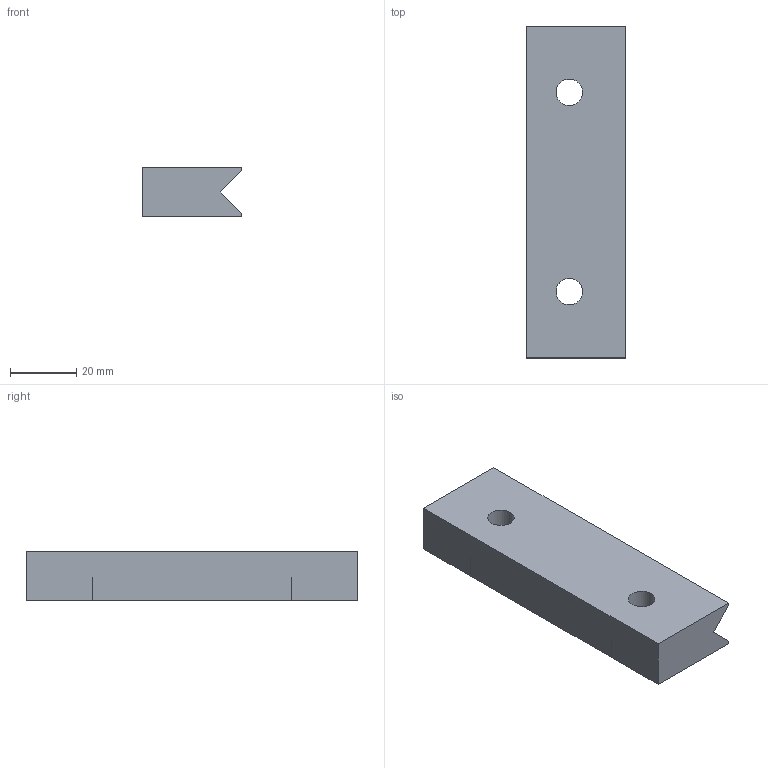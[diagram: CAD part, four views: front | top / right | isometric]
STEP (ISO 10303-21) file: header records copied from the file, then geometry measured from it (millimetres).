
FILE_DESCRIPTION(('FreeCAD Model'),'2;1');
FILE_NAME('sg-xslide-plainbearing.step','2016-06-19T17:46:54',('FreeCAD'),('FreeCAD') ,'Open CASCADE STEP processor 6.9','FreeCAD','Unknown');
FILE_SCHEMA(('AUTOMOTIVE_DESIGN_CC2 { 1 2 10303 214 -1 1 5 4 }'));
Length unit declared in the file: millimetre
Products named in the file (1): Open CASCADE STEP translator 6.9 1
Bounding box: 30 x 100 x 15 mm (x, y, z)
Volume: 36897.2 mm3; surface area: 11500.7 mm2
Topology: 1 solids, 1 shells, 19 faces, 47 edges, 30 vertices
Faces by surface type: plane 17, cylinder 2
Full cylindrical faces by diameter (mm): 8 x2
Entity records: 1190 total; most frequent: CARTESIAN_POINT 193, DIRECTION 185, LINE 133, VECTOR 133, ORIENTED_EDGE 94, PCURVE 94, DEFINITIONAL_REPRESENTATION 94, EDGE_CURVE 47
